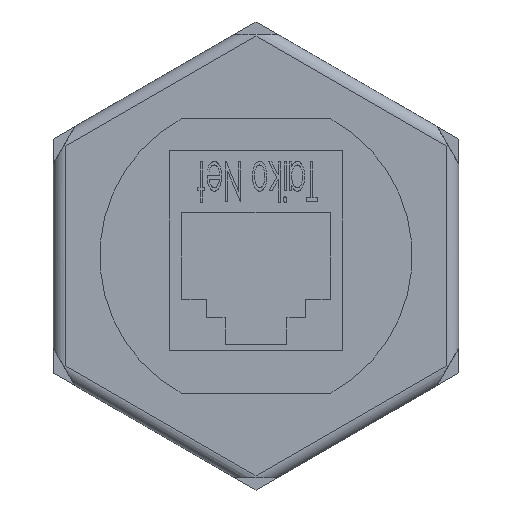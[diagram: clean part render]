
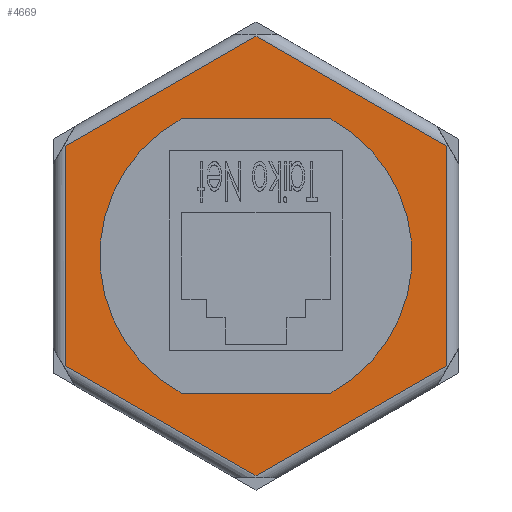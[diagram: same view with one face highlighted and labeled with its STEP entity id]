
A CAD part, front view. The second image highlights one B-rep face of the part: STEP entity #4669.
In plain terms, the highlighted planar face has unit normal (0, -1, 0).
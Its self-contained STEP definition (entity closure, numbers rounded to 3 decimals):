
#16 = AXIS2_PLACEMENT_3D ( 'NONE', #6876, #5929, #11311 ) ;
#123 = ORIENTED_EDGE ( 'NONE', *, *, #9805, .T. ) ;
#231 = AXIS2_PLACEMENT_3D ( 'NONE', #4224, #6873, #9426 ) ;
#263 = CARTESIAN_POINT ( 'NONE',  ( 5.969, -16.5, -11.125 ) ) ;
#690 = ORIENTED_EDGE ( 'NONE', *, *, #8939, .F. ) ;
#843 = VECTOR ( 'NONE', #4109, 1000. ) ;
#893 = CARTESIAN_POINT ( 'NONE',  ( 14.143, -16.5, -9.588 ) ) ;
#969 = CARTESIAN_POINT ( 'NONE',  ( -14.143, -16.5, 9.588 ) ) ;
#1019 = VERTEX_POINT ( 'NONE', #4701 ) ;
#1503 = VERTEX_POINT ( 'NONE', #5958 ) ;
#1746 = LINE ( 'NONE', #969, #7776 ) ;
#2026 = EDGE_CURVE ( 'NONE', #2158, #7266, #6986, .T. ) ;
#2042 = VERTEX_POINT ( 'NONE', #11371 ) ;
#2158 = VERTEX_POINT ( 'NONE', #9737 ) ;
#2370 = ORIENTED_EDGE ( 'NONE', *, *, #4393, .F. ) ;
#2528 = CARTESIAN_POINT ( 'NONE',  ( 0., -16.5, -17.754 ) ) ;
#2592 = EDGE_CURVE ( 'NONE', #2830, #1019, #3624, .T. ) ;
#2667 = DIRECTION ( 'NONE',  ( 0., 0., -1. ) ) ;
#2830 = VERTEX_POINT ( 'NONE', #5331 ) ;
#2891 = VECTOR ( 'NONE', #3534, 1000. ) ;
#3058 = AXIS2_PLACEMENT_3D ( 'NONE', #10528, #5973, #11360 ) ;
#3086 = FACE_BOUND ( 'NONE', #7676, .T. ) ;
#3111 = CARTESIAN_POINT ( 'NONE',  ( -5.969, -16.5, -11.125 ) ) ;
#3534 = DIRECTION ( 'NONE',  ( 1., 0., 0. ) ) ;
#3563 = DIRECTION ( 'NONE',  ( -0.866, 0., -0.5 ) ) ;
#3624 = LINE ( 'NONE', #7223, #10021 ) ;
#3733 = VECTOR ( 'NONE', #9705, 1000. ) ;
#3823 = CIRCLE ( 'NONE', #231, 12.625 ) ;
#3848 = EDGE_CURVE ( 'NONE', #7722, #2830, #5320, .T. ) ;
#4109 = DIRECTION ( 'NONE',  ( -0.866, 0., 0.5 ) ) ;
#4169 = LINE ( 'NONE', #11258, #843 ) ;
#4224 = CARTESIAN_POINT ( 'NONE',  ( 0., -16.5, 0. ) ) ;
#4393 = EDGE_CURVE ( 'NONE', #8437, #4643, #3823, .T. ) ;
#4447 = EDGE_LOOP ( 'NONE', ( #6412, #8008, #4654, #9354, #123, #7344 ) ) ;
#4643 = VERTEX_POINT ( 'NONE', #9650 ) ;
#4654 = ORIENTED_EDGE ( 'NONE', *, *, #8280, .T. ) ;
#4669 = ADVANCED_FACE ( 'NONE', ( #9479, #3086 ), #9537, .T. ) ;
#4701 = CARTESIAN_POINT ( 'NONE',  ( 15.375, -16.5, 8.877 ) ) ;
#4846 = CARTESIAN_POINT ( 'NONE',  ( -1.232, -16.5, -17.042 ) ) ;
#5268 = CARTESIAN_POINT ( 'NONE',  ( -15.375, -16.5, -7.454 ) ) ;
#5320 = LINE ( 'NONE', #893, #3733 ) ;
#5331 = CARTESIAN_POINT ( 'NONE',  ( 15.375, -16.5, -8.877 ) ) ;
#5385 = EDGE_CURVE ( 'NONE', #1503, #2042, #1746, .T. ) ;
#5386 = LINE ( 'NONE', #5268, #6661 ) ;
#5929 = DIRECTION ( 'NONE',  ( 0., -1., 0. ) ) ;
#5958 = CARTESIAN_POINT ( 'NONE',  ( 0., -16.5, 17.754 ) ) ;
#5973 = DIRECTION ( 'NONE',  ( 0., -1., 0. ) ) ;
#6218 = CARTESIAN_POINT ( 'NONE',  ( -15.375, -16.5, -8.877 ) ) ;
#6339 = DIRECTION ( 'NONE',  ( 0., 0., 1. ) ) ;
#6412 = ORIENTED_EDGE ( 'NONE', *, *, #3848, .T. ) ;
#6603 = DIRECTION ( 'NONE',  ( 0.866, 0., -0.5 ) ) ;
#6661 = VECTOR ( 'NONE', #2667, 1000. ) ;
#6873 = DIRECTION ( 'NONE',  ( 0., -1., 0. ) ) ;
#6876 = CARTESIAN_POINT ( 'NONE',  ( 0., -16.5, 0. ) ) ;
#6986 = CIRCLE ( 'NONE', #16, 12.625 ) ;
#7223 = CARTESIAN_POINT ( 'NONE',  ( 15.375, -16.5, 7.454 ) ) ;
#7266 = VERTEX_POINT ( 'NONE', #3111 ) ;
#7344 = ORIENTED_EDGE ( 'NONE', *, *, #11184, .T. ) ;
#7598 = VECTOR ( 'NONE', #8513, 1000. ) ;
#7676 = EDGE_LOOP ( 'NONE', ( #9529, #8460, #690, #2370 ) ) ;
#7722 = VERTEX_POINT ( 'NONE', #2528 ) ;
#7776 = VECTOR ( 'NONE', #3563, 1000. ) ;
#8008 = ORIENTED_EDGE ( 'NONE', *, *, #2592, .T. ) ;
#8280 = EDGE_CURVE ( 'NONE', #1019, #1503, #4169, .T. ) ;
#8376 = VERTEX_POINT ( 'NONE', #6218 ) ;
#8437 = VERTEX_POINT ( 'NONE', #263 ) ;
#8460 = ORIENTED_EDGE ( 'NONE', *, *, #2026, .F. ) ;
#8513 = DIRECTION ( 'NONE',  ( -1., 0., 0. ) ) ;
#8862 = CARTESIAN_POINT ( 'NONE',  ( -10., -16.5, -11.125 ) ) ;
#8939 = EDGE_CURVE ( 'NONE', #4643, #2158, #9465, .T. ) ;
#9354 = ORIENTED_EDGE ( 'NONE', *, *, #5385, .T. ) ;
#9426 = DIRECTION ( 'NONE',  ( 0., 0., -1. ) ) ;
#9465 = LINE ( 'NONE', #11112, #7598 ) ;
#9479 = FACE_OUTER_BOUND ( 'NONE', #4447, .T. ) ;
#9516 = LINE ( 'NONE', #4846, #10008 ) ;
#9529 = ORIENTED_EDGE ( 'NONE', *, *, #10149, .F. ) ;
#9537 = PLANE ( 'NONE',  #3058 ) ;
#9650 = CARTESIAN_POINT ( 'NONE',  ( 5.969, -16.5, 11.125 ) ) ;
#9705 = DIRECTION ( 'NONE',  ( 0.866, 0., 0.5 ) ) ;
#9737 = CARTESIAN_POINT ( 'NONE',  ( -5.969, -16.5, 11.125 ) ) ;
#9805 = EDGE_CURVE ( 'NONE', #2042, #8376, #5386, .T. ) ;
#10008 = VECTOR ( 'NONE', #6603, 1000. ) ;
#10021 = VECTOR ( 'NONE', #6339, 1000. ) ;
#10149 = EDGE_CURVE ( 'NONE', #7266, #8437, #11631, .T. ) ;
#10528 = CARTESIAN_POINT ( 'NONE',  ( 0., -16.5, 0. ) ) ;
#11112 = CARTESIAN_POINT ( 'NONE',  ( -10., -16.5, 11.125 ) ) ;
#11184 = EDGE_CURVE ( 'NONE', #8376, #7722, #9516, .T. ) ;
#11258 = CARTESIAN_POINT ( 'NONE',  ( 1.232, -16.5, 17.042 ) ) ;
#11311 = DIRECTION ( 'NONE',  ( 0., 0., -1. ) ) ;
#11360 = DIRECTION ( 'NONE',  ( 0., 0., -1. ) ) ;
#11371 = CARTESIAN_POINT ( 'NONE',  ( -15.375, -16.5, 8.877 ) ) ;
#11631 = LINE ( 'NONE', #8862, #2891 ) ;
